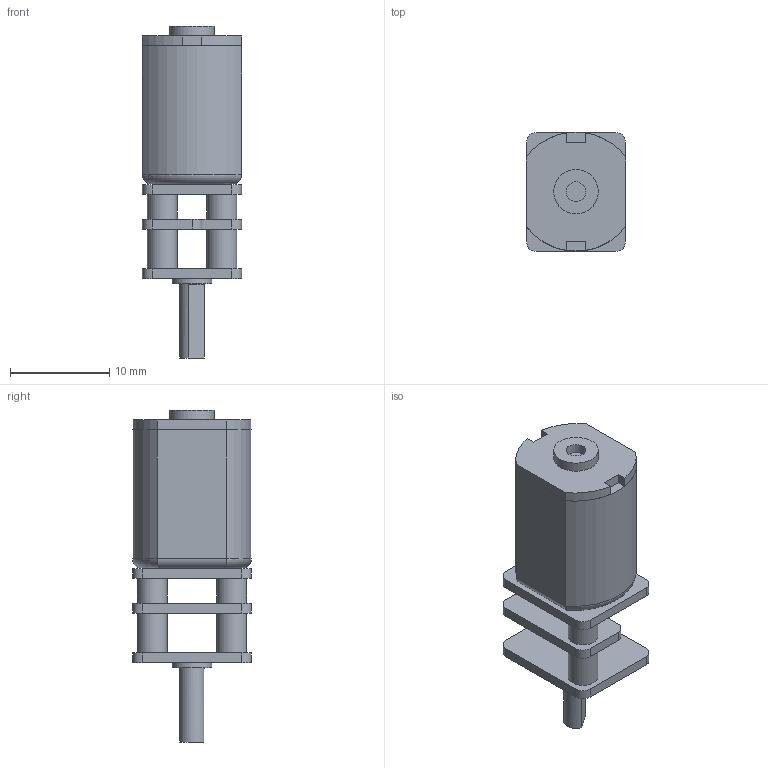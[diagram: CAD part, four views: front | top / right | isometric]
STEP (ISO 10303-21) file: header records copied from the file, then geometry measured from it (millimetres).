
FILE_DESCRIPTION(/* description */ (''),/* implementation_level */ '2;1');
FILE_NAME(/* name */ 'GA12-N20微型减速直流电机3V_15RPM_8mm.stp',/* time_stamp */ '2022-05-22T09:08:15+08:00',/* author */ ('zhcne'),/* organization */ (''),/* preprocessor_version */ 'ST-DEVELOPER v18.1',/* originating_system */ 'Autodesk Inventor 2022',/* authorisation */ '');
FILE_SCHEMA (('AUTOMOTIVE_DESIGN { 1 0 10303 214 3 1 1 }'));
Length unit declared in the file: millimetre
Products named in the file (3): GA12-N20微型减速直流电机3V_15RP
M_8mm; GA12-N20微型减速直流电机3V_15RP
M; GA12-N20微型减速直流电机转动轴
Assembly tree (2 placements, depth 2):
  GA12-N20微型减速直流电机3V_15RP
M_8mm
    GA12-N20微型减速直流电机3V_15RP
M
    GA12-N20微型减速直流电机转动轴
Bounding box: 10 x 12 x 33.5 mm (x, y, z)
Volume: 2046.4 mm3; surface area: 1932.7 mm2
Topology: 4 solids, 4 shells, 74 faces, 170 edges, 112 vertices
Faces by surface type: plane 42, cylinder 30, torus 2
Full cylindrical faces by diameter (mm): 2 x1, 2.5 x2, 3 x4, 4 x1, 4.5 x1
Entity records: 2349 total; most frequent: CARTESIAN_POINT 413, DIRECTION 384, ORIENTED_EDGE 340, EDGE_CURVE 170, AXIS2_PLACEMENT_3D 139, VERTEX_POINT 112, LINE 106, VECTOR 106
